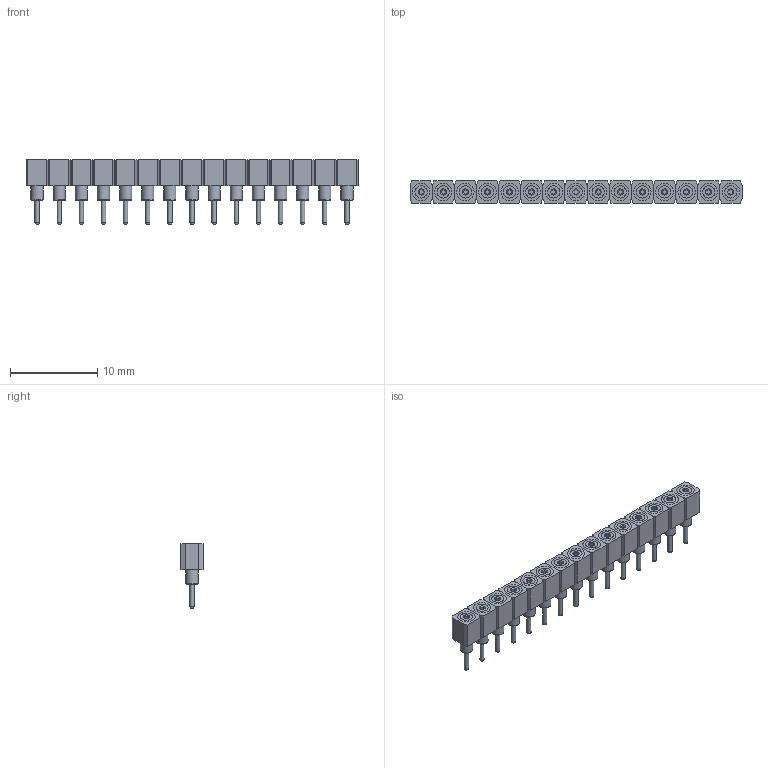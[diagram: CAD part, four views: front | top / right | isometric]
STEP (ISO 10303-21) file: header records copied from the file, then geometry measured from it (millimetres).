
FILE_DESCRIPTION(('FreeCAD Model'),'2;1');
FILE_NAME('Precision_Socket_Strip_Straight_L3.0_P2.5_01x15.step','2019-08-27T02:07:40',('Author'),(''), 'Open CASCADE STEP processor 6.8','FreeCAD','Unknown');
FILE_SCHEMA(('AUTOMOTIVE_DESIGN { 1 0 10303 214 1 1 1 1 }'));
Length unit declared in the file: millimetre
Products named in the file (1): Precision_Socket_Strip_Straight_L3.0_P2.5_01x15
Bounding box: 38.1 x 2.54 x 7.43 mm (x, y, z)
Volume: 314.7 mm3; surface area: 761.4 mm2
Topology: 1 solids, 1 shells, 287 faces, 559 edges, 349 vertices
Faces by surface type: plane 197, cylinder 45, torus 30, revolution 15
Full cylindrical faces by diameter (mm): 0.5 x30, 1.4 x15
Entity records: 9402 total; most frequent: DIRECTION 1330, CARTESIAN_POINT 1301, ORIENTED_EDGE 1118, EDGE_CURVE 559, AXIS2_PLACEMENT_3D 483, FACE_BOUND 362, EDGE_LOOP 362, VERTEX_POINT 349
